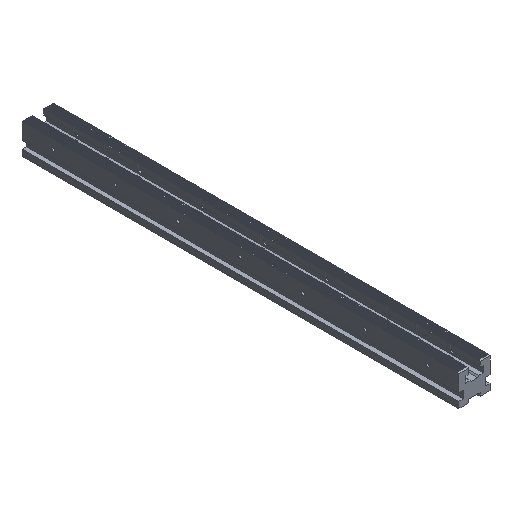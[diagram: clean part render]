
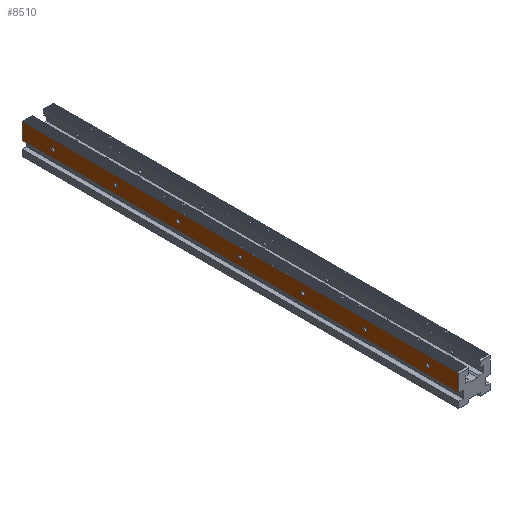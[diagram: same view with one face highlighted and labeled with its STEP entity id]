
A CAD part, isometric view. The second image highlights one B-rep face of the part: STEP entity #8510.
In plain terms, the highlighted planar face has unit normal (-1, 0, 0).
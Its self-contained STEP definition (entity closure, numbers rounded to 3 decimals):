
#8510 = ADVANCED_FACE( '', ( #17344, #17345, #17346, #17347, #17348, #17349, #17350, #17351 ), #17352, .F. );
#17344 = FACE_BOUND( '', #26429, .T. );
#17345 = FACE_BOUND( '', #26430, .T. );
#17346 = FACE_BOUND( '', #26431, .T. );
#17347 = FACE_BOUND( '', #26432, .T. );
#17348 = FACE_BOUND( '', #26433, .T. );
#17349 = FACE_BOUND( '', #26434, .T. );
#17350 = FACE_BOUND( '', #26435, .T. );
#17351 = FACE_OUTER_BOUND( '', #26436, .T. );
#17352 = PLANE( '', #26437 );
#26429 = EDGE_LOOP( '', ( #54928 ) );
#26430 = EDGE_LOOP( '', ( #54929 ) );
#26431 = EDGE_LOOP( '', ( #54930 ) );
#26432 = EDGE_LOOP( '', ( #54931 ) );
#26433 = EDGE_LOOP( '', ( #54932 ) );
#26434 = EDGE_LOOP( '', ( #54933 ) );
#26435 = EDGE_LOOP( '', ( #54934 ) );
#26436 = EDGE_LOOP( '', ( #54935, #54936, #54937, #54938, #54939, #54940 ) );
#26437 = AXIS2_PLACEMENT_3D( '', #54941, #54942, #54943 );
#54928 = ORIENTED_EDGE( '', *, *, #64006, .F. );
#54929 = ORIENTED_EDGE( '', *, *, #56982, .F. );
#54930 = ORIENTED_EDGE( '', *, *, #67775, .F. );
#54931 = ORIENTED_EDGE( '', *, *, #58502, .F. );
#54932 = ORIENTED_EDGE( '', *, *, #65946, .F. );
#54933 = ORIENTED_EDGE( '', *, *, #58349, .F. );
#54934 = ORIENTED_EDGE( '', *, *, #65708, .F. );
#54935 = ORIENTED_EDGE( '', *, *, #59550, .T. );
#54936 = ORIENTED_EDGE( '', *, *, #66687, .F. );
#54937 = ORIENTED_EDGE( '', *, *, #64168, .T. );
#54938 = ORIENTED_EDGE( '', *, *, #67236, .T. );
#54939 = ORIENTED_EDGE( '', *, *, #63278, .F. );
#54940 = ORIENTED_EDGE( '', *, *, #68536, .F. );
#54941 = CARTESIAN_POINT( '', ( -25., -350., 25. ) );
#54942 = DIRECTION( '', ( 1., 0., 0. ) );
#54943 = DIRECTION( '', ( 0., 0., -1. ) );
#56982 = EDGE_CURVE( '', #68910, #68910, #68911, .T. );
#58349 = EDGE_CURVE( '', #71344, #71344, #71345, .T. );
#58502 = EDGE_CURVE( '', #71613, #71613, #71614, .T. );
#59550 = EDGE_CURVE( '', #73417, #73415, #73418, .T. );
#63278 = EDGE_CURVE( '', #79617, #79619, #79620, .T. );
#64006 = EDGE_CURVE( '', #80659, #80659, #80660, .T. );
#64168 = EDGE_CURVE( '', #80892, #80893, #80894, .T. );
#65708 = EDGE_CURVE( '', #82947, #82947, #82948, .T. );
#65946 = EDGE_CURVE( '', #83255, #83255, #83256, .T. );
#66687 = EDGE_CURVE( '', #80892, #73415, #84212, .T. );
#67236 = EDGE_CURVE( '', #80893, #79619, #84894, .T. );
#67775 = EDGE_CURVE( '', #85536, #85536, #85537, .T. );
#68536 = EDGE_CURVE( '', #73417, #79617, #86360, .T. );
#68910 = VERTEX_POINT( '', #86786 );
#68911 = CIRCLE( '', #86787, 2.5 );
#71344 = VERTEX_POINT( '', #90309 );
#71345 = CIRCLE( '', #90310, 2.5 );
#71613 = VERTEX_POINT( '', #90697 );
#71614 = CIRCLE( '', #90698, 2.5 );
#73415 = VERTEX_POINT( '', #93319 );
#73417 = VERTEX_POINT( '', #93322 );
#73418 = LINE( '', #93323, #93324 );
#79617 = VERTEX_POINT( '', #102819 );
#79619 = VERTEX_POINT( '', #102822 );
#79620 = LINE( '', #102823, #102824 );
#80659 = VERTEX_POINT( '', #104374 );
#80660 = CIRCLE( '', #104375, 2.5 );
#80892 = VERTEX_POINT( '', #104723 );
#80893 = VERTEX_POINT( '', #104724 );
#80894 = LINE( '', #104725, #104726 );
#82947 = VERTEX_POINT( '', #107799 );
#82948 = CIRCLE( '', #107800, 2.5 );
#83255 = VERTEX_POINT( '', #108258 );
#83256 = CIRCLE( '', #108259, 2.5 );
#84212 = LINE( '', #109676, #109677 );
#84894 = LINE( '', #110686, #110687 );
#85536 = VERTEX_POINT( '', #111752 );
#85537 = CIRCLE( '', #111753, 2.5 );
#86360 = LINE( '', #112969, #112970 );
#86786 = CARTESIAN_POINT( '', ( -25., 102.5, 10. ) );
#86787 = AXIS2_PLACEMENT_3D( '', #113304, #113305, #113306 );
#90309 = CARTESIAN_POINT( '', ( -25., 302.5, 10. ) );
#90310 = AXIS2_PLACEMENT_3D( '', #114429, #114430, #114431 );
#90697 = CARTESIAN_POINT( '', ( -25., 202.5, 10. ) );
#90698 = AXIS2_PLACEMENT_3D( '', #114554, #114555, #114556 );
#93319 = CARTESIAN_POINT( '', ( -25., 349.25, 24. ) );
#93322 = CARTESIAN_POINT( '', ( -25., -349.25, 24. ) );
#93323 = CARTESIAN_POINT( '', ( -25., -350., 24. ) );
#93324 = VECTOR( '', #115414, 1000. );
#102819 = CARTESIAN_POINT( '', ( -25., -350., 23.25 ) );
#102822 = CARTESIAN_POINT( '', ( -25., -350., -3. ) );
#102823 = CARTESIAN_POINT( '', ( -25., -350., 25. ) );
#102824 = VECTOR( '', #118823, 1000. );
#104374 = CARTESIAN_POINT( '', ( -25., 2.5, 10. ) );
#104375 = AXIS2_PLACEMENT_3D( '', #119401, #119402, #119403 );
#104723 = CARTESIAN_POINT( '', ( -25., 350., 23.25 ) );
#104724 = CARTESIAN_POINT( '', ( -25., 350., -3. ) );
#104725 = CARTESIAN_POINT( '', ( -25., 350., 25. ) );
#104726 = VECTOR( '', #119523, 1000. );
#107799 = CARTESIAN_POINT( '', ( -25., -297.5, 10. ) );
#107800 = AXIS2_PLACEMENT_3D( '', #120610, #120611, #120612 );
#108258 = CARTESIAN_POINT( '', ( -25., -197.5, 10. ) );
#108259 = AXIS2_PLACEMENT_3D( '', #120776, #120777, #120778 );
#109676 = CARTESIAN_POINT( '', ( -25., 350., 23.25 ) );
#109677 = VECTOR( '', #121291, 1000. );
#110686 = CARTESIAN_POINT( '', ( -25., 350., -3. ) );
#110687 = VECTOR( '', #121655, 1000. );
#111752 = CARTESIAN_POINT( '', ( -25., -97.5, 10. ) );
#111753 = AXIS2_PLACEMENT_3D( '', #122082, #122083, #122084 );
#112969 = CARTESIAN_POINT( '', ( -25., -348.25, 25. ) );
#112970 = VECTOR( '', #122499, 1000. );
#113304 = CARTESIAN_POINT( '', ( -25., 100., 10. ) );
#113305 = DIRECTION( '', ( -1., 0., 0. ) );
#113306 = DIRECTION( '', ( 0., 1., 0. ) );
#114429 = CARTESIAN_POINT( '', ( -25., 300., 10. ) );
#114430 = DIRECTION( '', ( -1., 0., 0. ) );
#114431 = DIRECTION( '', ( 0., 1., 0. ) );
#114554 = CARTESIAN_POINT( '', ( -25., 200., 10. ) );
#114555 = DIRECTION( '', ( -1., 0., 0. ) );
#114556 = DIRECTION( '', ( 0., 1., 0. ) );
#115414 = DIRECTION( '', ( 0., 1., 0. ) );
#118823 = DIRECTION( '', ( 0., 0., -1. ) );
#119401 = CARTESIAN_POINT( '', ( -25., 0., 10. ) );
#119402 = DIRECTION( '', ( -1., 0., 0. ) );
#119403 = DIRECTION( '', ( 0., 1., 0. ) );
#119523 = DIRECTION( '', ( 0., 0., -1. ) );
#120610 = CARTESIAN_POINT( '', ( -25., -300., 10. ) );
#120611 = DIRECTION( '', ( -1., 0., 0. ) );
#120612 = DIRECTION( '', ( 0., 1., 0. ) );
#120776 = CARTESIAN_POINT( '', ( -25., -200., 10. ) );
#120777 = DIRECTION( '', ( -1., 0., 0. ) );
#120778 = DIRECTION( '', ( 0., 1., 0. ) );
#121291 = DIRECTION( '', ( 0., -0.707, 0.707 ) );
#121655 = DIRECTION( '', ( 0., -1., 0. ) );
#122082 = CARTESIAN_POINT( '', ( -25., -100., 10. ) );
#122083 = DIRECTION( '', ( -1., 0., 0. ) );
#122084 = DIRECTION( '', ( 0., 1., 0. ) );
#122499 = DIRECTION( '', ( 0., -0.707, -0.707 ) );
